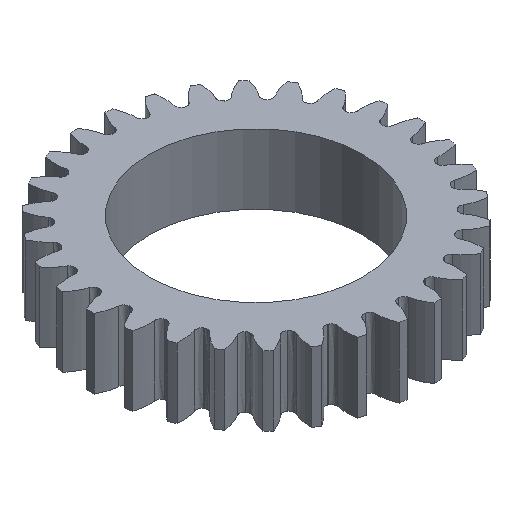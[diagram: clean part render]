
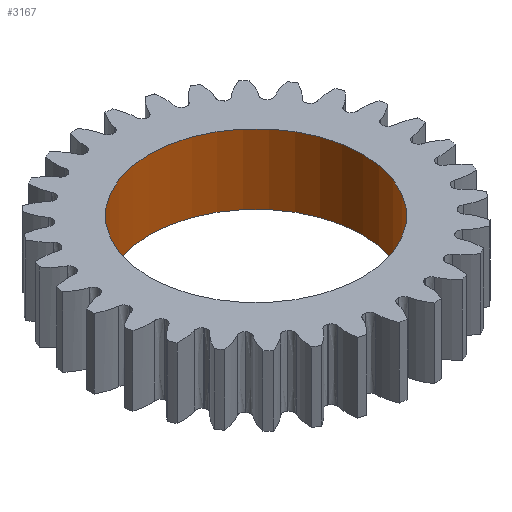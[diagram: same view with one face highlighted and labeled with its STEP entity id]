
A CAD part, isometric view. The second image highlights one B-rep face of the part: STEP entity #3167.
In plain terms, the highlighted cylindrical face has radius 14.529 mm (diameter 29.058 mm), a full revolution.
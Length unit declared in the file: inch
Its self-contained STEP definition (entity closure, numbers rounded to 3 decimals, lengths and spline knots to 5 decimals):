
#503=FACE_OUTER_BOUND('',#686,.T.);
#686=EDGE_LOOP('',(#2020,#2021,#2022,#2023));
#871=LINE('',#3994,#932);
#932=VECTOR('',#3559,0.572);
#993=CIRCLE('',#3366,0.572);
#994=CIRCLE('',#3367,0.572);
#1115=VERTEX_POINT('',#3991);
#1116=VERTEX_POINT('',#3993);
#1477=EDGE_CURVE('',#1115,#1115,#993,.T.);
#1478=EDGE_CURVE('',#1115,#1116,#871,.T.);
#1479=EDGE_CURVE('',#1116,#1116,#994,.T.);
#2020=ORIENTED_EDGE('',*,*,#1477,.F.);
#2021=ORIENTED_EDGE('',*,*,#1478,.T.);
#2022=ORIENTED_EDGE('',*,*,#1479,.F.);
#2023=ORIENTED_EDGE('',*,*,#1478,.F.);
#3106=CYLINDRICAL_SURFACE('',#3365,0.572);
#3167=ADVANCED_FACE('',(#503),#3106,.F.);
#3365=AXIS2_PLACEMENT_3D('',#3990,#3555,#3556);
#3366=AXIS2_PLACEMENT_3D('',#3992,#3557,#3558);
#3367=AXIS2_PLACEMENT_3D('',#3995,#3560,#3561);
#3555=DIRECTION('center_axis',(0.,0.,-1.));
#3556=DIRECTION('ref_axis',(-1.,0.,0.));
#3557=DIRECTION('center_axis',(0.,0.,-1.));
#3558=DIRECTION('ref_axis',(-1.,0.,0.));
#3559=DIRECTION('',(0.,0.,-1.));
#3560=DIRECTION('center_axis',(0.,0.,1.));
#3561=DIRECTION('ref_axis',(-1.,0.,0.));
#3990=CARTESIAN_POINT('Origin',(0.,0.,0.375));
#3991=CARTESIAN_POINT('',(0.572,0.,0.375));
#3992=CARTESIAN_POINT('Origin',(0.,0.,0.375));
#3993=CARTESIAN_POINT('',(0.572,0.,0.));
#3994=CARTESIAN_POINT('',(0.572,0.,0.375));
#3995=CARTESIAN_POINT('Origin',(0.,0.,0.));
